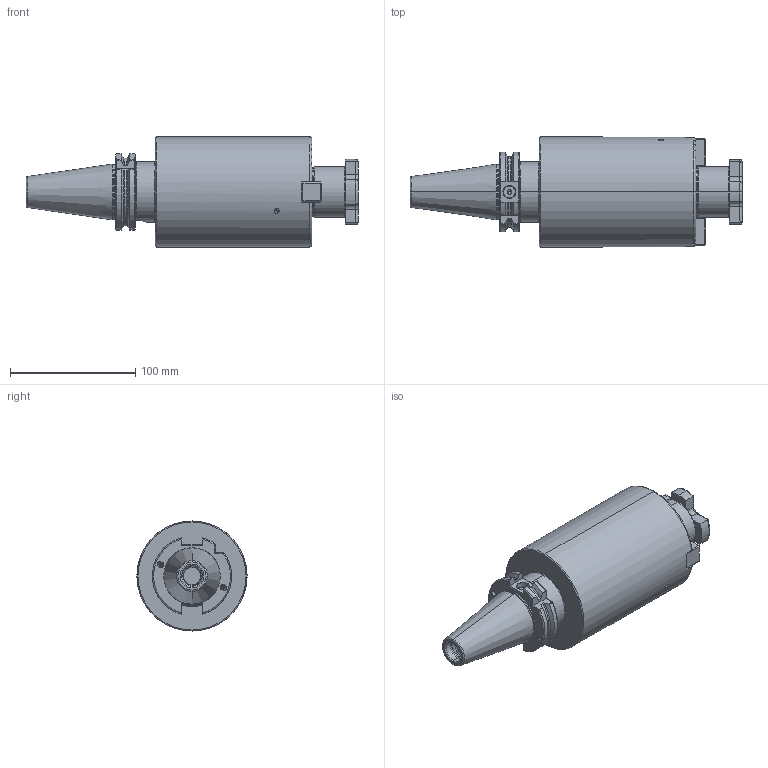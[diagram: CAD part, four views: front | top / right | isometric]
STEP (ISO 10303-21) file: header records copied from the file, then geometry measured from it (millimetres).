
FILE_DESCRIPTION (( 'STEP AP203' ), '1' );
FILE_NAME ('403.11.40.2.STEP', '2016-07-23T05:46:18', ( '' ), ( '' ), 'SwSTEP 2.0', 'SolidWorks 2012', '' );
FILE_SCHEMA (( 'CONFIG_CONTROL_DESIGN' ));
Products named in the file (5): 403.11.40.2; 102.11.32_M5xP0.8-14L; 十字螺絲FMB40; 面銑刀墊塊40
Assembly tree (6 placements, depth 2):
  403.11.40.2
    403.11.40.2
    102.11.32_M5xP0.8-14L  x2
    面銑刀墊塊40  x2
    十字螺絲FMB40
Bounding box: 265.4 x 88 x 88 mm (x, y, z)
Volume: 899883.8 mm3; surface area: 103619.1 mm2
Topology: 6 solids, 6 shells, 763 faces, 2011 edges, 1252 vertices
Faces by surface type: cylinder 381, plane 162, cone 97, torus 66, bspline 57
Entity records: 46860 total; most frequent: CARTESIAN_POINT 31955, ORIENTED_EDGE 3494, DIRECTION 2520, EDGE_CURVE 1747, VERTEX_POINT 1107, AXIS2_PLACEMENT_3D 955, EDGE_LOOP 694, ADVANCED_FACE 663
